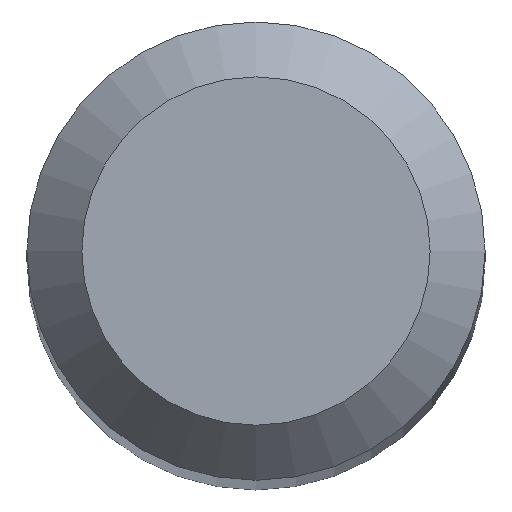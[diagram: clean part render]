
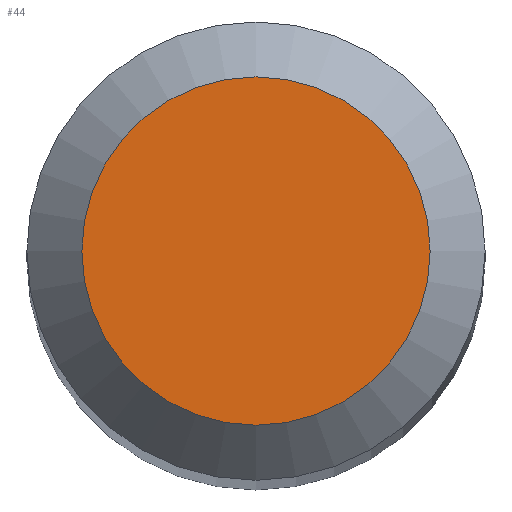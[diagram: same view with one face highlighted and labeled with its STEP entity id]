
A CAD part, top view. The second image highlights one B-rep face of the part: STEP entity #44.
In plain terms, the highlighted planar face has unit normal (0, 0, 1).
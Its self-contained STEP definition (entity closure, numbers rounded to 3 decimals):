
#9 = VERTEX_POINT ( 'NONE', #57 ) ;
#27 = FACE_OUTER_BOUND ( 'NONE', #119, .T. ) ;
#38 = CARTESIAN_POINT ( 'NONE',  ( 0., 0., 43. ) ) ;
#44 = ADVANCED_FACE ( 'NONE', ( #27 ), #157, .F. ) ;
#57 = CARTESIAN_POINT ( 'NONE',  ( 0., 0.95, 43. ) ) ;
#64 = CIRCLE ( 'NONE', #108, 0.95 ) ;
#66 = EDGE_CURVE ( 'NONE', #9, #9, #64, .T. ) ;
#80 = DIRECTION ( 'NONE',  ( 0., 1., 0. ) ) ;
#108 = AXIS2_PLACEMENT_3D ( 'NONE', #38, #127, #206 ) ;
#119 = EDGE_LOOP ( 'NONE', ( #168 ) ) ;
#127 = DIRECTION ( 'NONE',  ( 0., 0., -1. ) ) ;
#140 = DIRECTION ( 'NONE',  ( 0., 0., -1. ) ) ;
#157 = PLANE ( 'NONE',  #221 ) ;
#168 = ORIENTED_EDGE ( 'NONE', *, *, #66, .F. ) ;
#206 = DIRECTION ( 'NONE',  ( 0., 1., 0. ) ) ;
#209 = CARTESIAN_POINT ( 'NONE',  ( 0., 0., 43. ) ) ;
#221 = AXIS2_PLACEMENT_3D ( 'NONE', #209, #140, #80 ) ;
